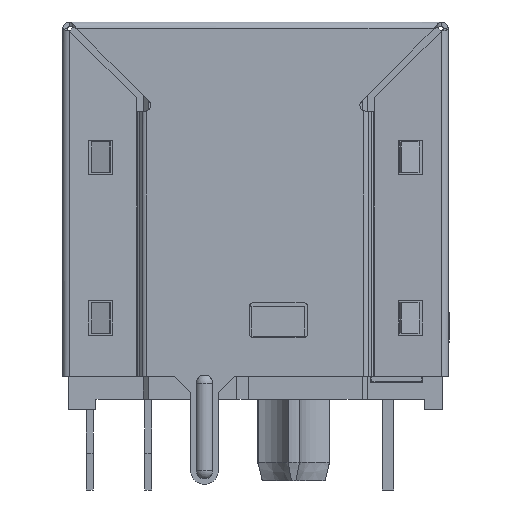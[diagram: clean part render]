
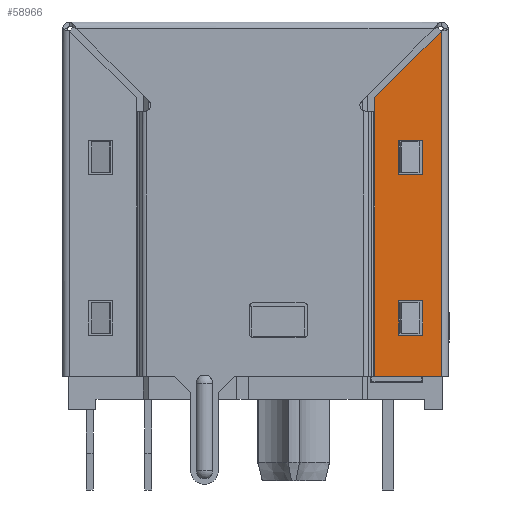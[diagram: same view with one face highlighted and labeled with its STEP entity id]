
A CAD part, left-side view. The second image highlights one B-rep face of the part: STEP entity #58966.
In plain terms, the highlighted face is planar.
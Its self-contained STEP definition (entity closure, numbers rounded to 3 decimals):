
#12955=ORIENTED_EDGE('',*,*,#20274,.F.);
#12956=ORIENTED_EDGE('',*,*,#20276,.T.);
#12957=ORIENTED_EDGE('',*,*,#20277,.T.);
#12958=ORIENTED_EDGE('',*,*,#20022,.T.);
#12959=ORIENTED_EDGE('',*,*,#20278,.F.);
#12960=ORIENTED_EDGE('',*,*,#20279,.F.);
#12961=ORIENTED_EDGE('',*,*,#20280,.F.);
#12962=ORIENTED_EDGE('',*,*,#20281,.F.);
#12963=ORIENTED_EDGE('',*,*,#20282,.F.);
#12964=ORIENTED_EDGE('',*,*,#20283,.F.);
#12965=ORIENTED_EDGE('',*,*,#20284,.F.);
#12966=ORIENTED_EDGE('',*,*,#20285,.F.);
#20022=EDGE_CURVE('',#24595,#24594,#29788,.T.);
#20274=EDGE_CURVE('',#24715,#24594,#29926,.T.);
#20276=EDGE_CURVE('',#24715,#24716,#29928,.T.);
#20277=EDGE_CURVE('',#24716,#24595,#29929,.T.);
#20278=EDGE_CURVE('',#24717,#24718,#29930,.T.);
#20279=EDGE_CURVE('',#24719,#24717,#29931,.T.);
#20280=EDGE_CURVE('',#24720,#24719,#29932,.T.);
#20281=EDGE_CURVE('',#24718,#24720,#29933,.T.);
#20282=EDGE_CURVE('',#24721,#24722,#29934,.T.);
#20283=EDGE_CURVE('',#24723,#24721,#29935,.T.);
#20284=EDGE_CURVE('',#24724,#24723,#29936,.T.);
#20285=EDGE_CURVE('',#24722,#24724,#29937,.T.);
#24594=VERTEX_POINT('',#86255);
#24595=VERTEX_POINT('',#86257);
#24715=VERTEX_POINT('',#87075);
#24716=VERTEX_POINT('',#87086);
#24717=VERTEX_POINT('',#87089);
#24718=VERTEX_POINT('',#87090);
#24719=VERTEX_POINT('',#87092);
#24720=VERTEX_POINT('',#87094);
#24721=VERTEX_POINT('',#87097);
#24722=VERTEX_POINT('',#87098);
#24723=VERTEX_POINT('',#87100);
#24724=VERTEX_POINT('',#87102);
#29788=LINE('',#86256,#35135);
#29926=LINE('',#87081,#35273);
#29928=LINE('',#87085,#35275);
#29929=LINE('',#87087,#35276);
#29930=LINE('',#87088,#35277);
#29931=LINE('',#87091,#35278);
#29932=LINE('',#87093,#35279);
#29933=LINE('',#87095,#35280);
#29934=LINE('',#87096,#35281);
#29935=LINE('',#87099,#35282);
#29936=LINE('',#87101,#35283);
#29937=LINE('',#87103,#35284);
#35135=VECTOR('',#71271,1000.);
#35273=VECTOR('',#71801,1000.);
#35275=VECTOR('',#71807,1000.);
#35276=VECTOR('',#71808,1000.);
#35277=VECTOR('',#71809,1000.);
#35278=VECTOR('',#71810,1000.);
#35279=VECTOR('',#71811,1000.);
#35280=VECTOR('',#71812,1000.);
#35281=VECTOR('',#71813,1000.);
#35282=VECTOR('',#71814,1000.);
#35283=VECTOR('',#71815,1000.);
#35284=VECTOR('',#71816,1000.);
#37673=EDGE_LOOP('',(#12955,#12956,#12957,#12958));
#37674=EDGE_LOOP('',(#12959,#12960,#12961,#12962));
#37675=EDGE_LOOP('',(#12963,#12964,#12965,#12966));
#39971=FACE_BOUND('',#37673,.T.);
#39972=FACE_BOUND('',#37674,.T.);
#39973=FACE_BOUND('',#37675,.T.);
#41824=PLANE('',#61639);
#58966=ADVANCED_FACE('',(#39971,#39972,#39973),#41824,.F.);
#61639=AXIS2_PLACEMENT_3D('',#87084,#71805,#71806);
#71271=DIRECTION('',(0.017,0.,1.));
#71801=DIRECTION('',(0.,1.,0.));
#71805=DIRECTION('',(-1.,0.,0.017));
#71806=DIRECTION('',(0.,1.,0.));
#71807=DIRECTION('',(-0.012,0.707,-0.707));
#71808=DIRECTION('',(0.,1.,0.));
#71809=DIRECTION('',(0.017,0.,1.));
#71810=DIRECTION('',(0.,1.,0.));
#71811=DIRECTION('',(-0.017,0.,-1.));
#71812=DIRECTION('',(0.,-1.,0.));
#71813=DIRECTION('',(0.017,0.,1.));
#71814=DIRECTION('',(0.,1.,0.));
#71815=DIRECTION('',(-0.017,0.,-1.));
#71816=DIRECTION('',(0.,-1.,0.));
#86255=CARTESIAN_POINT('',(28.954,4.61,24.504));
#86256=CARTESIAN_POINT('',(28.777,4.61,14.375));
#86257=CARTESIAN_POINT('',(28.904,4.61,21.607));
#87075=CARTESIAN_POINT('',(28.954,-10.438,24.504));
#87081=CARTESIAN_POINT('',(28.954,-10.54,24.504));
#87084=CARTESIAN_POINT('',(28.777,-10.84,14.375));
#87085=CARTESIAN_POINT('',(28.869,-5.574,19.641));
#87086=CARTESIAN_POINT('',(28.904,-7.54,21.607));
#87087=CARTESIAN_POINT('',(28.904,-10.84,21.607));
#87088=CARTESIAN_POINT('',(28.777,-4.19,14.375));
#87089=CARTESIAN_POINT('',(28.922,-4.19,22.656));
#87090=CARTESIAN_POINT('',(28.94,-4.19,23.706));
#87091=CARTESIAN_POINT('',(28.922,-10.84,22.656));
#87092=CARTESIAN_POINT('',(28.922,-5.69,22.656));
#87093=CARTESIAN_POINT('',(28.777,-5.69,14.375));
#87094=CARTESIAN_POINT('',(28.94,-5.69,23.706));
#87095=CARTESIAN_POINT('',(28.94,-10.84,23.706));
#87096=CARTESIAN_POINT('',(28.777,2.81,14.375));
#87097=CARTESIAN_POINT('',(28.922,2.81,22.656));
#87098=CARTESIAN_POINT('',(28.94,2.81,23.706));
#87099=CARTESIAN_POINT('',(28.922,-10.84,22.656));
#87100=CARTESIAN_POINT('',(28.922,1.31,22.656));
#87101=CARTESIAN_POINT('',(28.777,1.31,14.375));
#87102=CARTESIAN_POINT('',(28.94,1.31,23.706));
#87103=CARTESIAN_POINT('',(28.94,-10.84,23.706));
